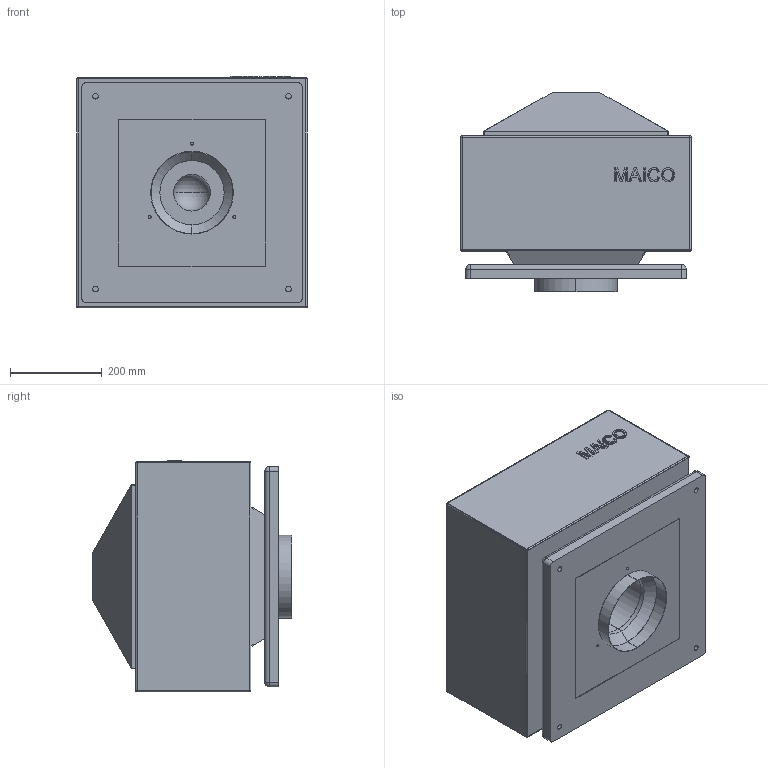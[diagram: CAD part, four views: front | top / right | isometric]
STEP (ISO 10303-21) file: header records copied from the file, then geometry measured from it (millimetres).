
FILE_DESCRIPTION (( 'STEP AP214' ), '1' );
FILE_NAME ('ERD_18-4_B.step', '2009-06-28T08:04:42', ( 'Wolfgang Schmidt' ), ( 'WS-KO' ), 'SwSTEP 2.0', 'SolidWorks 2008', '' );
FILE_SCHEMA (( 'AUTOMOTIVE_DESIGN' ));
Length unit declared in the file: millimetre
Products named in the file (1): ERD_18-4_B
Bounding box: 502 x 435 x 505 mm (x, y, z)
Volume: 8775595.2 mm3; surface area: 3260039.2 mm2
Topology: 3 solids, 3 shells, 270 faces, 650 edges, 394 vertices
Faces by surface type: plane 138, cylinder 70, bspline 36, sphere 24, cone 2
Entity records: 9907 total; most frequent: CARTESIAN_POINT 3763, ORIENTED_EDGE 1252, DIRECTION 1172, EDGE_CURVE 626, VECTOR 406, LINE 406, VERTEX_POINT 394, AXIS2_PLACEMENT_3D 383
